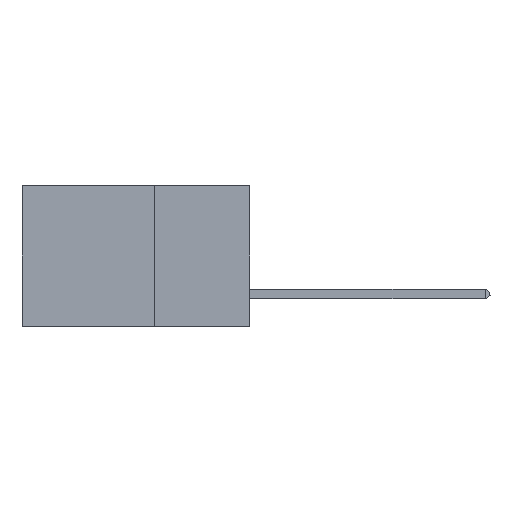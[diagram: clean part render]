
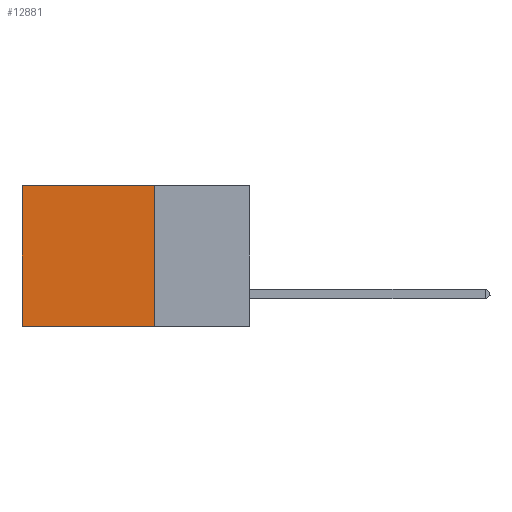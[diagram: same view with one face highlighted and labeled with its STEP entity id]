
A CAD part, left-side view. The second image highlights one B-rep face of the part: STEP entity #12881.
In plain terms, the highlighted planar face has unit normal (-1, 0, 0).
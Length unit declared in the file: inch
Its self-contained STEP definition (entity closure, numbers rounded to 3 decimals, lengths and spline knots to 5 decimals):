
#85 = DIRECTION ( 'NONE',  ( 0., 0., -1. ) ) ;
#180 = CARTESIAN_POINT ( 'NONE',  ( 0.2875, 0.25, 0. ) ) ;
#525 = EDGE_CURVE ( 'NONE', #8478, #10196, #9733, .T. ) ;
#734 = VECTOR ( 'NONE', #85, 39.37008 ) ;
#1452 = VECTOR ( 'NONE', #3691, 39.37008 ) ;
#1501 = CARTESIAN_POINT ( 'NONE',  ( 0.2875, 0.6, 0. ) ) ;
#1509 = FACE_OUTER_BOUND ( 'NONE', #12408, .T. ) ;
#1554 = VECTOR ( 'NONE', #3183, 39.37008 ) ;
#1678 = ORIENTED_EDGE ( 'NONE', *, *, #6467, .T. ) ;
#2755 = VECTOR ( 'NONE', #4823, 39.37008 ) ;
#3183 = DIRECTION ( 'NONE',  ( 0., 1., 0. ) ) ;
#3340 = ORIENTED_EDGE ( 'NONE', *, *, #14799, .F. ) ;
#3691 = DIRECTION ( 'NONE',  ( 0., 0., -1. ) ) ;
#3769 = VERTEX_POINT ( 'NONE', #8020 ) ;
#4131 = ORIENTED_EDGE ( 'NONE', *, *, #525, .F. ) ;
#4823 = DIRECTION ( 'NONE',  ( 0., 1., 0. ) ) ;
#5011 = DIRECTION ( 'NONE',  ( 1., 0., 0. ) ) ;
#5175 = CARTESIAN_POINT ( 'NONE',  ( 0.2875, 0.6, -0.37 ) ) ;
#5458 = CARTESIAN_POINT ( 'NONE',  ( 0.2875, 0.6, 0. ) ) ;
#6193 = CARTESIAN_POINT ( 'NONE',  ( 0.2875, 0.25, 0. ) ) ;
#6467 = EDGE_CURVE ( 'NONE', #3769, #7652, #7206, .T. ) ;
#7206 = LINE ( 'NONE', #12370, #2755 ) ;
#7513 = DIRECTION ( 'NONE',  ( 0., 0., -1. ) ) ;
#7652 = VERTEX_POINT ( 'NONE', #5458 ) ;
#7942 = ORIENTED_EDGE ( 'NONE', *, *, #12870, .T. ) ;
#8020 = CARTESIAN_POINT ( 'NONE',  ( 0.2875, 0.25, 0. ) ) ;
#8478 = VERTEX_POINT ( 'NONE', #13834 ) ;
#8892 = CARTESIAN_POINT ( 'NONE',  ( 0.2875, 0.25, -0.37 ) ) ;
#9426 = LINE ( 'NONE', #6193, #1452 ) ;
#9733 = LINE ( 'NONE', #8892, #1554 ) ;
#10196 = VERTEX_POINT ( 'NONE', #5175 ) ;
#11052 = LINE ( 'NONE', #1501, #734 ) ;
#11186 = AXIS2_PLACEMENT_3D ( 'NONE', #180, #5011, #7513 ) ;
#12370 = CARTESIAN_POINT ( 'NONE',  ( 0.2875, 0.25, 0. ) ) ;
#12408 = EDGE_LOOP ( 'NONE', ( #7942, #4131, #3340, #1678 ) ) ;
#12870 = EDGE_CURVE ( 'NONE', #7652, #10196, #11052, .T. ) ;
#12881 = ADVANCED_FACE ( 'NONE', ( #1509 ), #15064, .F. ) ;
#13834 = CARTESIAN_POINT ( 'NONE',  ( 0.2875, 0.25, -0.37 ) ) ;
#14799 = EDGE_CURVE ( 'NONE', #3769, #8478, #9426, .T. ) ;
#15064 = PLANE ( 'NONE',  #11186 ) ;
